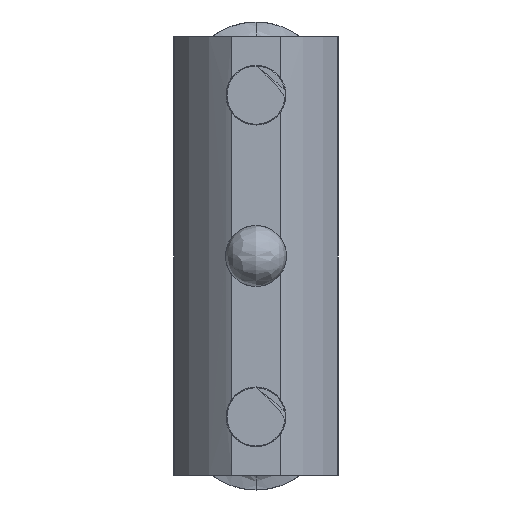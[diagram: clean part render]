
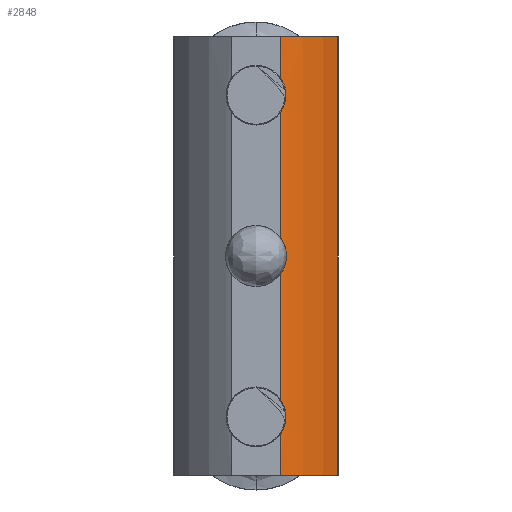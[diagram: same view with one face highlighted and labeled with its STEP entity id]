
A CAD part, left-side view. The second image highlights one B-rep face of the part: STEP entity #2848.
In plain terms, the highlighted cylindrical face has radius 15 mm (diameter 30 mm), a partial arc.
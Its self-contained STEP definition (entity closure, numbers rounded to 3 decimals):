
#14 = ORIENTED_EDGE ( 'NONE', *, *, #6743, .T. ) ;
#82 = CYLINDRICAL_SURFACE ( 'NONE', #7096, 15. ) ;
#156 = AXIS2_PLACEMENT_3D ( 'NONE', #3654, #771, #3536 ) ;
#160 = CARTESIAN_POINT ( 'NONE',  ( -18.079, -2.448, -0.263 ) ) ;
#328 = LINE ( 'NONE', #3054, #3842 ) ;
#432 = EDGE_CURVE ( 'NONE', #6019, #3497, #2586, .T. ) ;
#438 = CARTESIAN_POINT ( 'NONE',  ( -18.211, -2.278, 14.265 ) ) ;
#458 = CARTESIAN_POINT ( 'NONE',  ( -18.037, -2.5, 13.061 ) ) ;
#627 = CARTESIAN_POINT ( 'NONE',  ( -18.419, -2., 31.2 ) ) ;
#693 = CARTESIAN_POINT ( 'NONE',  ( -18.228, -2.256, -1.01 ) ) ;
#771 = DIRECTION ( 'NONE',  ( 0., 0., -1. ) ) ;
#803 = CARTESIAN_POINT ( 'NONE',  ( -18.135, -2.376, 0.646 ) ) ;
#945 = EDGE_CURVE ( 'NONE', #3313, #4079, #2662, .T. ) ;
#1001 = CARTESIAN_POINT ( 'NONE',  ( -18.419, -2., 11.7 ) ) ;
#1098 = VECTOR ( 'NONE', #2700, 1000. ) ;
#1114 = ORIENTED_EDGE ( 'NONE', *, *, #3218, .T. ) ;
#1189 = FACE_OUTER_BOUND ( 'NONE', #5997, .T. ) ;
#1312 = VERTEX_POINT ( 'NONE', #2655 ) ;
#1313 = EDGE_CURVE ( 'NONE', #4185, #4290, #6981, .T. ) ;
#1362 = CARTESIAN_POINT ( 'NONE',  ( -18.111, -2.406, 0.521 ) ) ;
#1400 = CARTESIAN_POINT ( 'NONE',  ( -18.419, -2., 11.7 ) ) ;
#1440 = AXIS2_PLACEMENT_3D ( 'NONE', #6715, #6223, #6248 ) ;
#1502 = CARTESIAN_POINT ( 'NONE',  ( -18.316, -2.142, 27.632 ) ) ;
#1523 = CARTESIAN_POINT ( 'NONE',  ( -18.079, -2.448, 26.664 ) ) ;
#1549 = CARTESIAN_POINT ( 'NONE',  ( -18.307, -2.154, 11.905 ) ) ;
#1610 = B_SPLINE_CURVE_WITH_KNOTS ( 'NONE', 3,
 ( #6939, #1502, #4258, #6429, #3697, #1523, #6984, #6963, #5374, #5882, #2080, #2646, #5903, #2624 ),
 .UNSPECIFIED., .F., .F.,
 ( 4, 2, 2, 2, 2, 2, 4 ),
 ( 0., 0.001, 0.001, 0.002, 0.002, 0.002, 0.003 ),
 .UNSPECIFIED. ) ;
#1675 = DIRECTION ( 'NONE',  ( 0., 0., -1. ) ) ;
#1814 = CARTESIAN_POINT ( 'NONE',  ( -18.419, -2., 27.83 ) ) ;
#1852 = EDGE_CURVE ( 'NONE', #1312, #3313, #7070, .T. ) ;
#1945 = DIRECTION ( 'NONE',  ( 0., 0., 1. ) ) ;
#2080 = CARTESIAN_POINT ( 'NONE',  ( -18.135, -2.376, 25.755 ) ) ;
#2081 = CARTESIAN_POINT ( 'NONE',  ( -18.082, -2.443, 12.654 ) ) ;
#2165 = CARTESIAN_POINT ( 'NONE',  ( -18.419, -2., -4.8 ) ) ;
#2279 = ORIENTED_EDGE ( 'NONE', *, *, #2736, .T. ) ;
#2281 = EDGE_CURVE ( 'NONE', #3497, #6888, #4520, .T. ) ;
#2371 = EDGE_CURVE ( 'NONE', #6888, #3505, #4296, .T. ) ;
#2488 = CARTESIAN_POINT ( 'NONE',  ( -18.07, -2.458, -0.133 ) ) ;
#2510 = DIRECTION ( 'NONE',  ( 1., 0., 0. ) ) ;
#2586 = LINE ( 'NONE', #4893, #1098 ) ;
#2607 = ORIENTED_EDGE ( 'NONE', *, *, #1852, .T. ) ;
#2624 = CARTESIAN_POINT ( 'NONE',  ( -18.419, -2., 24.97 ) ) ;
#2646 = CARTESIAN_POINT ( 'NONE',  ( -18.228, -2.256, 25.39 ) ) ;
#2647 = CARTESIAN_POINT ( 'NONE',  ( -18.211, -2.279, 12.137 ) ) ;
#2655 = CARTESIAN_POINT ( 'NONE',  ( -18.419, -2., -1.43 ) ) ;
#2662 = CIRCLE ( 'NONE', #1440, 15. ) ;
#2700 = DIRECTION ( 'NONE',  ( 0., 0., -1. ) ) ;
#2736 = EDGE_CURVE ( 'NONE', #4079, #4185, #5584, .T. ) ;
#2848 = ADVANCED_FACE ( 'NONE', ( #1189 ), #82, .T. ) ;
#2957 = B_SPLINE_CURVE_WITH_KNOTS ( 'NONE', 3,
 ( #3033, #5722, #4088, #803, #1362, #4583, #3452, #2488, #160, #3988, #3470, #693, #4560, #5661 ),
 .UNSPECIFIED., .F., .F.,
 ( 4, 2, 2, 2, 2, 2, 4 ),
 ( 0., 0.001, 0.001, 0.002, 0.002, 0.002, 0.003 ),
 .UNSPECIFIED. ) ;
#2985 = CARTESIAN_POINT ( 'NONE',  ( -12.733, -6.702, -4.8 ) ) ;
#3033 = CARTESIAN_POINT ( 'NONE',  ( -18.419, -2., 1.43 ) ) ;
#3054 = CARTESIAN_POINT ( 'NONE',  ( -18.419, -2., -4.8 ) ) ;
#3112 = EDGE_CURVE ( 'NONE', #3505, #1312, #2957, .T. ) ;
#3218 = EDGE_CURVE ( 'NONE', #4290, #4788, #328, .T. ) ;
#3277 = CARTESIAN_POINT ( 'NONE',  ( -18.307, -2.154, 14.495 ) ) ;
#3313 = VERTEX_POINT ( 'NONE', #2165 ) ;
#3452 = CARTESIAN_POINT ( 'NONE',  ( -18.07, -2.459, 0.132 ) ) ;
#3470 = CARTESIAN_POINT ( 'NONE',  ( -18.135, -2.376, -0.645 ) ) ;
#3497 = VERTEX_POINT ( 'NONE', #7061 ) ;
#3505 = VERTEX_POINT ( 'NONE', #6603 ) ;
#3536 = DIRECTION ( 'NONE',  ( 1., 0., 0. ) ) ;
#3654 = CARTESIAN_POINT ( 'NONE',  ( -6.311, 6.854, 31.2 ) ) ;
#3672 = CARTESIAN_POINT ( 'NONE',  ( -6.311, 6.854, -4.8 ) ) ;
#3697 = CARTESIAN_POINT ( 'NONE',  ( -18.111, -2.406, 26.921 ) ) ;
#3703 = CARTESIAN_POINT ( 'NONE',  ( -12.733, -6.702, 31.2 ) ) ;
#3744 = CARTESIAN_POINT ( 'NONE',  ( -18.075, -2.453, 13.753 ) ) ;
#3808 = CARTESIAN_POINT ( 'NONE',  ( -18.047, -2.488, 12.924 ) ) ;
#3839 = ORIENTED_EDGE ( 'NONE', *, *, #3112, .T. ) ;
#3842 = VECTOR ( 'NONE', #4136, 1000. ) ;
#3988 = CARTESIAN_POINT ( 'NONE',  ( -18.111, -2.407, -0.519 ) ) ;
#4000 = DIRECTION ( 'NONE',  ( 0., 0., -1. ) ) ;
#4079 = VERTEX_POINT ( 'NONE', #4730 ) ;
#4088 = CARTESIAN_POINT ( 'NONE',  ( -18.229, -2.255, 1.011 ) ) ;
#4136 = DIRECTION ( 'NONE',  ( 0., 0., -1. ) ) ;
#4185 = VERTEX_POINT ( 'NONE', #3703 ) ;
#4258 = CARTESIAN_POINT ( 'NONE',  ( -18.229, -2.255, 27.411 ) ) ;
#4290 = VERTEX_POINT ( 'NONE', #627 ) ;
#4296 = LINE ( 'NONE', #6644, #4470 ) ;
#4470 = VECTOR ( 'NONE', #1675, 1000. ) ;
#4520 = B_SPLINE_CURVE_WITH_KNOTS ( 'NONE', 3,
 ( #7038, #3277, #438, #3744, #7082, #458, #3808, #2081, #5904, #2647, #1549, #1001 ),
 .UNSPECIFIED., .F., .F.,
 ( 4, 2, 2, 2, 2, 4 ),
 ( 0., 0.001, 0.002, 0.002, 0.002, 0.003 ),
 .UNSPECIFIED. ) ;
#4560 = CARTESIAN_POINT ( 'NONE',  ( -18.316, -2.142, -1.232 ) ) ;
#4576 = CARTESIAN_POINT ( 'NONE',  ( -18.419, -2., -4.8 ) ) ;
#4583 = CARTESIAN_POINT ( 'NONE',  ( -18.079, -2.448, 0.264 ) ) ;
#4730 = CARTESIAN_POINT ( 'NONE',  ( -12.733, -6.702, -4.8 ) ) ;
#4788 = VERTEX_POINT ( 'NONE', #1814 ) ;
#4893 = CARTESIAN_POINT ( 'NONE',  ( -18.419, -2., -4.8 ) ) ;
#5112 = CARTESIAN_POINT ( 'NONE',  ( -18.419, -2., 24.97 ) ) ;
#5355 = ORIENTED_EDGE ( 'NONE', *, *, #945, .T. ) ;
#5374 = CARTESIAN_POINT ( 'NONE',  ( -18.079, -2.448, 26.137 ) ) ;
#5527 = ORIENTED_EDGE ( 'NONE', *, *, #2371, .T. ) ;
#5584 = LINE ( 'NONE', #2985, #5912 ) ;
#5604 = ORIENTED_EDGE ( 'NONE', *, *, #1313, .T. ) ;
#5661 = CARTESIAN_POINT ( 'NONE',  ( -18.419, -2., -1.43 ) ) ;
#5722 = CARTESIAN_POINT ( 'NONE',  ( -18.316, -2.142, 1.232 ) ) ;
#5882 = CARTESIAN_POINT ( 'NONE',  ( -18.111, -2.407, 25.881 ) ) ;
#5903 = CARTESIAN_POINT ( 'NONE',  ( -18.316, -2.142, 25.168 ) ) ;
#5904 = CARTESIAN_POINT ( 'NONE',  ( -18.109, -2.41, 12.52 ) ) ;
#5912 = VECTOR ( 'NONE', #6262, 1000. ) ;
#5987 = ORIENTED_EDGE ( 'NONE', *, *, #2281, .T. ) ;
#5997 = EDGE_LOOP ( 'NONE', ( #6595, #5987, #5527, #3839, #2607, #5355, #2279, #5604, #1114, #14 ) ) ;
#6019 = VERTEX_POINT ( 'NONE', #5112 ) ;
#6223 = DIRECTION ( 'NONE',  ( 0., 0., 1. ) ) ;
#6248 = DIRECTION ( 'NONE',  ( 1., 0., 0. ) ) ;
#6262 = DIRECTION ( 'NONE',  ( 0., 0., 1. ) ) ;
#6429 = CARTESIAN_POINT ( 'NONE',  ( -18.135, -2.376, 27.046 ) ) ;
#6558 = VECTOR ( 'NONE', #4000, 1000. ) ;
#6595 = ORIENTED_EDGE ( 'NONE', *, *, #432, .T. ) ;
#6603 = CARTESIAN_POINT ( 'NONE',  ( -18.419, -2., 1.43 ) ) ;
#6644 = CARTESIAN_POINT ( 'NONE',  ( -18.419, -2., -4.8 ) ) ;
#6715 = CARTESIAN_POINT ( 'NONE',  ( -6.311, 6.854, -4.8 ) ) ;
#6743 = EDGE_CURVE ( 'NONE', #4788, #6019, #1610, .T. ) ;
#6888 = VERTEX_POINT ( 'NONE', #1400 ) ;
#6939 = CARTESIAN_POINT ( 'NONE',  ( -18.419, -2., 27.83 ) ) ;
#6963 = CARTESIAN_POINT ( 'NONE',  ( -18.07, -2.458, 26.267 ) ) ;
#6981 = CIRCLE ( 'NONE', #156, 15. ) ;
#6984 = CARTESIAN_POINT ( 'NONE',  ( -18.07, -2.459, 26.532 ) ) ;
#7038 = CARTESIAN_POINT ( 'NONE',  ( -18.419, -2., 14.7 ) ) ;
#7061 = CARTESIAN_POINT ( 'NONE',  ( -18.419, -2., 14.7 ) ) ;
#7070 = LINE ( 'NONE', #4576, #6558 ) ;
#7082 = CARTESIAN_POINT ( 'NONE',  ( -18.037, -2.5, 13.482 ) ) ;
#7096 = AXIS2_PLACEMENT_3D ( 'NONE', #3672, #1945, #2510 ) ;
